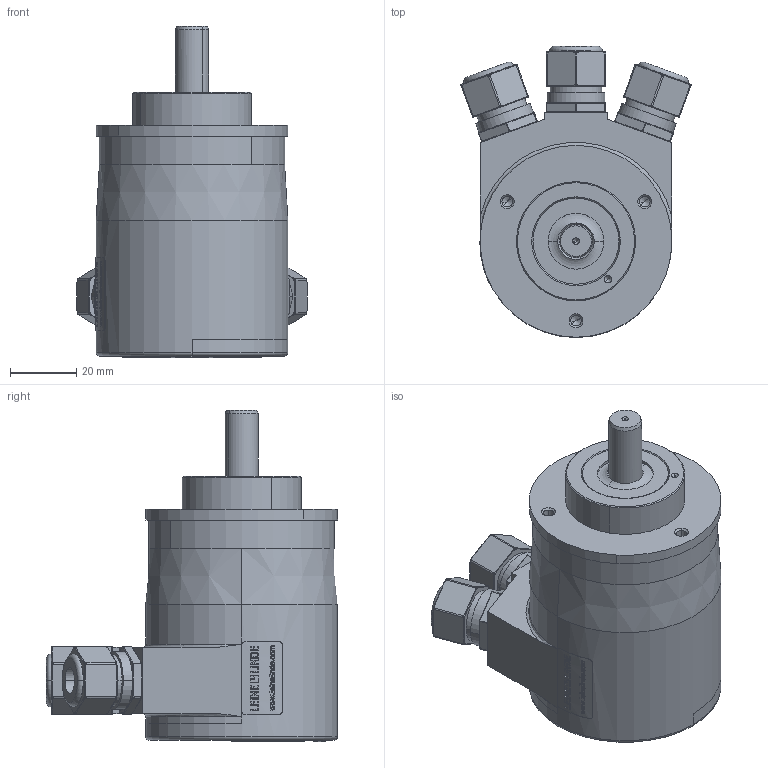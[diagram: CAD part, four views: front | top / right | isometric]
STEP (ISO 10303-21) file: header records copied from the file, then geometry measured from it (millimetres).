
FILE_DESCRIPTION((''),'2;1');
FILE_NAME('549847','2011-01-13T',('se2802'),(''),'PRO/ENGINEER BY PARAMETRIC TECHNOLOGY CORPORATION, 2010180','PRO/ENGINEER BY PARAMETRIC TECHNOLOGY CORPORATION, 2010180','');
FILE_SCHEMA(('CONFIG_CONTROL_DESIGN'));
Length unit declared in the file: millimetre
Products named in the file (1): 549847
Bounding box: 69.54 x 88 x 100.23 mm (x, y, z)
Volume: 104612.2 mm3; surface area: 64512.6 mm2
Topology: 4 solids, 5 shells, 5564 faces, 14591 edges, 9552 vertices
Faces by surface type: plane 4168, cylinder 678, extrusion 320, bspline 143, cone 112, sphere 74, torus 67, revolution 2
Entity records: 190060 total; most frequent: CARTESIAN_POINT 54109, ORIENTED_EDGE 28982, DIRECTION 25549, EDGE_CURVE 14491, VECTOR 11673, LINE 11353, VERTEX_POINT 9552, AXIS2_PLACEMENT_3D 6937
